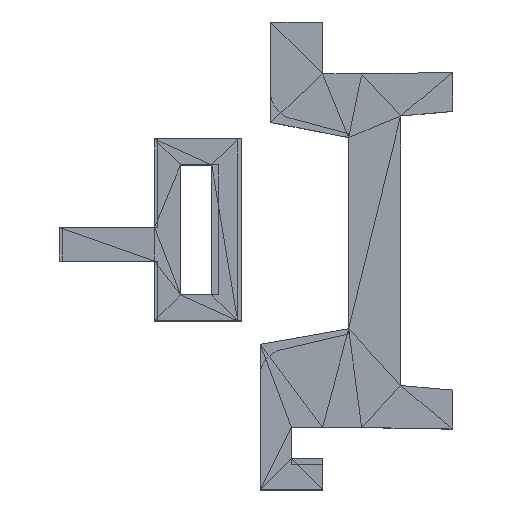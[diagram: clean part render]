
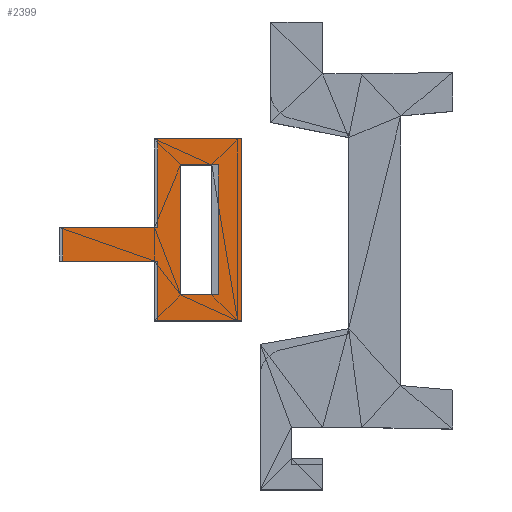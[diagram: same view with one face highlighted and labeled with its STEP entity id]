
A CAD part, top view. The second image highlights one B-rep face of the part: STEP entity #2399.
In plain terms, the highlighted planar face has unit normal (0, 0, 1).
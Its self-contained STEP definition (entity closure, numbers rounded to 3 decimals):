
#14=FACE_BOUND('',#376,.T.);
#201=FACE_OUTER_BOUND('',#375,.T.);
#375=EDGE_LOOP('',(#2044,#2045,#2046,#2047,#2048,#2049,#2050,#2051));
#376=EDGE_LOOP('',(#2052,#2053,#2054,#2055));
#651=LINE('',#3819,#956);
#654=LINE('',#3824,#959);
#664=LINE('',#3845,#969);
#667=LINE('',#3850,#972);
#669=LINE('',#3854,#974);
#670=LINE('',#3856,#975);
#672=LINE('',#3861,#977);
#674=LINE('',#3865,#979);
#676=LINE('',#3869,#981);
#678=LINE('',#3873,#983);
#680=LINE('',#3876,#985);
#681=LINE('',#3878,#986);
#956=VECTOR('',#3192,10.);
#959=VECTOR('',#3197,10.);
#969=VECTOR('',#3217,10.);
#972=VECTOR('',#3222,10.);
#974=VECTOR('',#3226,10.);
#975=VECTOR('',#3229,10.);
#977=VECTOR('',#3233,10.);
#979=VECTOR('',#3237,10.);
#981=VECTOR('',#3241,10.);
#983=VECTOR('',#3245,10.);
#985=VECTOR('',#3249,10.);
#986=VECTOR('',#3252,10.);
#1113=VERTEX_POINT('',#3816);
#1114=VERTEX_POINT('',#3818);
#1115=VERTEX_POINT('',#3822);
#1120=VERTEX_POINT('',#3842);
#1121=VERTEX_POINT('',#3844);
#1122=VERTEX_POINT('',#3848);
#1123=VERTEX_POINT('',#3852);
#1124=VERTEX_POINT('',#3858);
#1125=VERTEX_POINT('',#3860);
#1126=VERTEX_POINT('',#3864);
#1127=VERTEX_POINT('',#3868);
#1128=VERTEX_POINT('',#3872);
#1407=EDGE_CURVE('',#1114,#1113,#651,.T.);
#1410=EDGE_CURVE('',#1113,#1115,#654,.T.);
#1420=EDGE_CURVE('',#1121,#1120,#664,.T.);
#1423=EDGE_CURVE('',#1120,#1122,#667,.T.);
#1425=EDGE_CURVE('',#1122,#1123,#669,.T.);
#1426=EDGE_CURVE('',#1123,#1121,#670,.T.);
#1428=EDGE_CURVE('',#1125,#1124,#672,.T.);
#1430=EDGE_CURVE('',#1126,#1125,#674,.T.);
#1432=EDGE_CURVE('',#1127,#1126,#676,.T.);
#1434=EDGE_CURVE('',#1128,#1127,#678,.T.);
#1436=EDGE_CURVE('',#1115,#1128,#680,.T.);
#1437=EDGE_CURVE('',#1124,#1114,#681,.T.);
#2044=ORIENTED_EDGE('',*,*,#1437,.T.);
#2045=ORIENTED_EDGE('',*,*,#1407,.T.);
#2046=ORIENTED_EDGE('',*,*,#1410,.T.);
#2047=ORIENTED_EDGE('',*,*,#1436,.T.);
#2048=ORIENTED_EDGE('',*,*,#1434,.T.);
#2049=ORIENTED_EDGE('',*,*,#1432,.T.);
#2050=ORIENTED_EDGE('',*,*,#1430,.T.);
#2051=ORIENTED_EDGE('',*,*,#1428,.T.);
#2052=ORIENTED_EDGE('',*,*,#1426,.T.);
#2053=ORIENTED_EDGE('',*,*,#1420,.T.);
#2054=ORIENTED_EDGE('',*,*,#1423,.T.);
#2055=ORIENTED_EDGE('',*,*,#1425,.T.);
#2226=PLANE('',#2593);
#2399=ADVANCED_FACE('',(#201,#14),#2226,.T.);
#2593=AXIS2_PLACEMENT_3D('',#3879,#3253,#3254);
#3192=DIRECTION('',(0.,-1.,0.));
#3197=DIRECTION('',(1.,0.,0.));
#3217=DIRECTION('',(0.,1.,0.));
#3222=DIRECTION('',(1.,0.,0.));
#3226=DIRECTION('',(0.,-1.,0.));
#3229=DIRECTION('',(-1.,0.,0.));
#3233=DIRECTION('',(0.,-1.,0.));
#3237=DIRECTION('',(-1.,0.,0.));
#3241=DIRECTION('',(0.,-1.,0.));
#3245=DIRECTION('',(-1.,0.,0.));
#3249=DIRECTION('',(0.,1.,0.));
#3252=DIRECTION('',(1.,0.,0.));
#3253=DIRECTION('center_axis',(0.,0.,1.));
#3254=DIRECTION('ref_axis',(1.,0.,0.));
#3816=CARTESIAN_POINT('',(-7.64,-2.5,3.8));
#3818=CARTESIAN_POINT('',(-7.64,-0.2,3.8));
#3819=CARTESIAN_POINT('',(-7.64,-2.5,3.8));
#3822=CARTESIAN_POINT('',(-4.44,-2.5,3.8));
#3824=CARTESIAN_POINT('',(-7.64,-2.5,3.8));
#3842=CARTESIAN_POINT('',(-6.77,3.5,3.8));
#3844=CARTESIAN_POINT('',(-6.77,-1.5,3.8));
#3845=CARTESIAN_POINT('',(-6.77,-1.5,3.8));
#3848=CARTESIAN_POINT('',(-5.31,3.5,3.8));
#3850=CARTESIAN_POINT('',(-6.77,3.5,3.8));
#3852=CARTESIAN_POINT('',(-5.31,-1.5,3.8));
#3854=CARTESIAN_POINT('',(-5.31,-1.5,3.8));
#3856=CARTESIAN_POINT('',(-6.77,-1.5,3.8));
#3858=CARTESIAN_POINT('',(-11.3,-0.2,3.8));
#3860=CARTESIAN_POINT('',(-11.3,1.09,3.8));
#3861=CARTESIAN_POINT('',(-11.3,-0.2,3.8));
#3864=CARTESIAN_POINT('',(-7.64,1.09,3.8));
#3865=CARTESIAN_POINT('',(-11.3,1.09,3.8));
#3868=CARTESIAN_POINT('',(-7.64,4.5,3.8));
#3869=CARTESIAN_POINT('',(-7.64,1.09,3.8));
#3872=CARTESIAN_POINT('',(-4.44,4.5,3.8));
#3873=CARTESIAN_POINT('',(-7.64,4.5,3.8));
#3876=CARTESIAN_POINT('',(-4.44,-2.5,3.8));
#3878=CARTESIAN_POINT('',(-11.3,-0.2,3.8));
#3879=CARTESIAN_POINT('Origin',(-7.87,1.,3.8));
